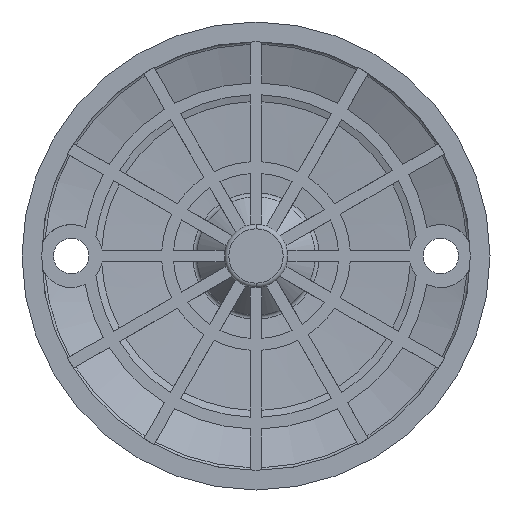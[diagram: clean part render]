
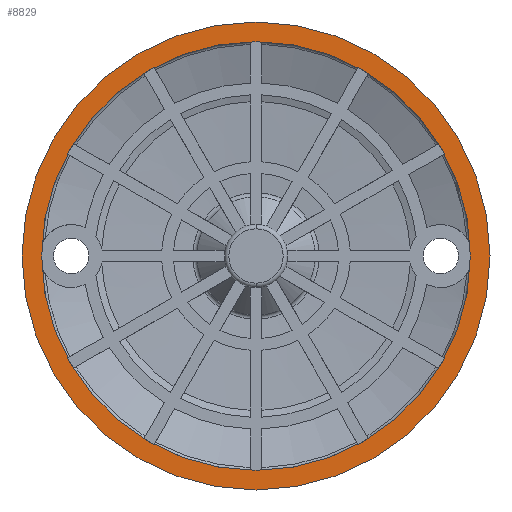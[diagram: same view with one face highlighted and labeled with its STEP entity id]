
A CAD part, front view. The second image highlights one B-rep face of the part: STEP entity #8829.
In plain terms, the highlighted planar face has unit normal (0, -1, 0).
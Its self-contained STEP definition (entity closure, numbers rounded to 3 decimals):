
#525 = CARTESIAN_POINT ( 'NONE',  ( 59.5, 0., 54.5 ) ) ;
#682 = DIRECTION ( 'NONE',  ( 0., 0., 1. ) ) ;
#688 = DIRECTION ( 'NONE',  ( 0., 1., 0. ) ) ;
#695 = CARTESIAN_POINT ( 'NONE',  ( 59.5, 0., 0. ) ) ;
#827 = CARTESIAN_POINT ( 'NONE',  ( 59.5, 0., -59.5 ) ) ;
#1035 = DIRECTION ( 'NONE',  ( 0., 0., 1. ) ) ;
#1078 = DIRECTION ( 'NONE',  ( 0., 1., 0. ) ) ;
#1084 = CARTESIAN_POINT ( 'NONE',  ( 59.5, 0., 0. ) ) ;
#1328 = CIRCLE ( 'NONE', #3944, 59.5 ) ;
#1355 = FACE_OUTER_BOUND ( 'NONE', #2819, .T. ) ;
#1514 = CARTESIAN_POINT ( 'NONE',  ( 59.5, 0., 59.5 ) ) ;
#1593 = FACE_BOUND ( 'NONE', #2313, .T. ) ;
#2247 = CIRCLE ( 'NONE', #4790, 54.5 ) ;
#2313 = EDGE_LOOP ( 'NONE', ( #4422, #6583 ) ) ;
#2373 = VERTEX_POINT ( 'NONE', #1514 ) ;
#2819 = EDGE_LOOP ( 'NONE', ( #6754, #6938 ) ) ;
#3167 = CARTESIAN_POINT ( 'NONE',  ( 59.5, 0., -54.5 ) ) ;
#3567 = AXIS2_PLACEMENT_3D ( 'NONE', #7695, #8361, #8384 ) ;
#3599 = CIRCLE ( 'NONE', #6828, 54.5 ) ;
#3734 = CIRCLE ( 'NONE', #6943, 59.5 ) ;
#3944 = AXIS2_PLACEMENT_3D ( 'NONE', #8864, #8845, #8818 ) ;
#4422 = ORIENTED_EDGE ( 'NONE', *, *, #5678, .T. ) ;
#4682 = EDGE_CURVE ( 'NONE', #2373, #4714, #3734, .T. ) ;
#4714 = VERTEX_POINT ( 'NONE', #827 ) ;
#4723 = EDGE_CURVE ( 'NONE', #8128, #7546, #3599, .T. ) ;
#4790 = AXIS2_PLACEMENT_3D ( 'NONE', #8545, #8605, #8419 ) ;
#5678 = EDGE_CURVE ( 'NONE', #7546, #8128, #2247, .T. ) ;
#6106 = EDGE_CURVE ( 'NONE', #4714, #2373, #1328, .T. ) ;
#6583 = ORIENTED_EDGE ( 'NONE', *, *, #4723, .T. ) ;
#6754 = ORIENTED_EDGE ( 'NONE', *, *, #6106, .F. ) ;
#6828 = AXIS2_PLACEMENT_3D ( 'NONE', #695, #688, #682 ) ;
#6938 = ORIENTED_EDGE ( 'NONE', *, *, #4682, .F. ) ;
#6943 = AXIS2_PLACEMENT_3D ( 'NONE', #1084, #1078, #1035 ) ;
#7546 = VERTEX_POINT ( 'NONE', #525 ) ;
#7695 = CARTESIAN_POINT ( 'NONE',  ( 5., 0., 0. ) ) ;
#8128 = VERTEX_POINT ( 'NONE', #3167 ) ;
#8316 = PLANE ( 'NONE',  #3567 ) ;
#8361 = DIRECTION ( 'NONE',  ( 0., -1., 0. ) ) ;
#8384 = DIRECTION ( 'NONE',  ( 0., 0., -1. ) ) ;
#8419 = DIRECTION ( 'NONE',  ( 0., 0., 1. ) ) ;
#8545 = CARTESIAN_POINT ( 'NONE',  ( 59.5, 0., 0. ) ) ;
#8605 = DIRECTION ( 'NONE',  ( 0., 1., 0. ) ) ;
#8818 = DIRECTION ( 'NONE',  ( 0., 0., 1. ) ) ;
#8829 = ADVANCED_FACE ( 'NONE', ( #1593, #1355 ), #8316, .T. ) ;
#8845 = DIRECTION ( 'NONE',  ( 0., 1., 0. ) ) ;
#8864 = CARTESIAN_POINT ( 'NONE',  ( 59.5, 0., 0. ) ) ;
